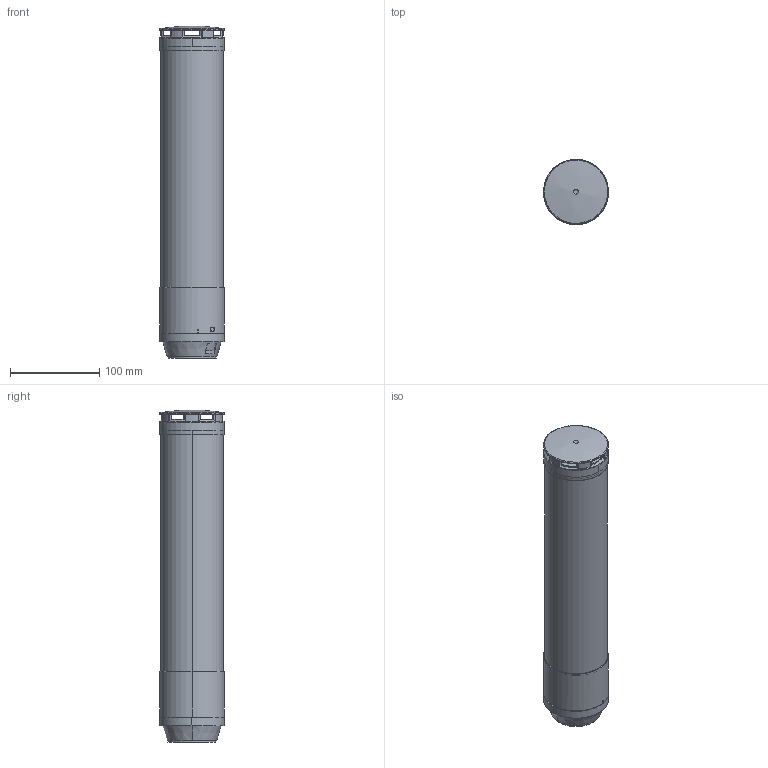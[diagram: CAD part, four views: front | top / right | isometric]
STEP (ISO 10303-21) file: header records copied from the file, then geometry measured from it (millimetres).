
FILE_DESCRIPTION (( 'STEP AP203' ), '1' );
FILE_NAME ('65761055.step', '2023-02-15T20:37:48', ( '' ), ( '' ), 'SwSTEP 2.0', 'SolidWorks 2021', '' );
FILE_SCHEMA (( 'CONFIG_CONTROL_DESIGN' ));
Length unit declared in the file: inch
Products named in the file (1): 65761055
Bounding box: 72.5 x 72.5 x 371.38 mm (x, y, z)
Volume: 1386629.8 mm3; surface area: 103521.2 mm2
Topology: 1 solids, 2 shells, 446 faces, 1170 edges, 756 vertices
Faces by surface type: plane 143, bspline 139, cylinder 96, cone 68
Entity records: 19297 total; most frequent: CARTESIAN_POINT 9022, ORIENTED_EDGE 2324, DIRECTION 1829, EDGE_CURVE 1162, VERTEX_POINT 756, AXIS2_PLACEMENT_3D 716, EDGE_LOOP 498, FACE_OUTER_BOUND 446
